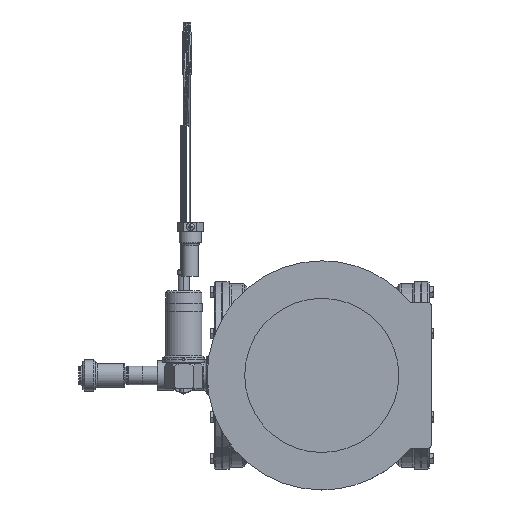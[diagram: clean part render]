
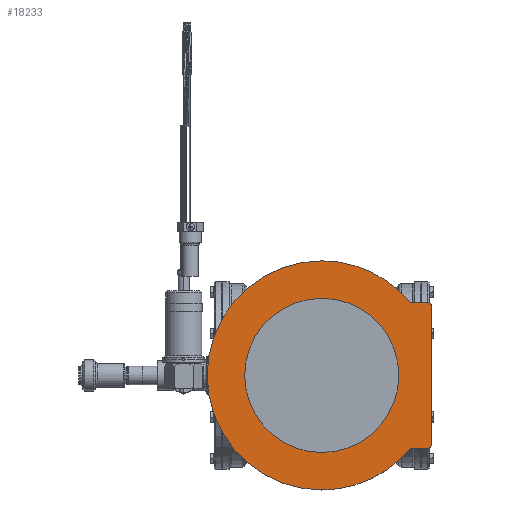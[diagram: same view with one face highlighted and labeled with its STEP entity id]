
A CAD part, left-side view. The second image highlights one B-rep face of the part: STEP entity #18233.
In plain terms, the highlighted planar face has unit normal (-1, 0, 0).
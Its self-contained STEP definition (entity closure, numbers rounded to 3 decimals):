
#190 = LINE ( 'NONE', #51513, #13611 ) ;
#353 = DIRECTION ( 'NONE',  ( -1., 0., 0. ) ) ;
#1158 = EDGE_CURVE ( 'Defeature completata1_75+Defeature completata1_69+Defeature completata1_70+Defeature completata1_74', #32839, #45898, #32309, .T. ) ;
#2478 = AXIS2_PLACEMENT_3D ( 'NONE', #34161, #37876, #47471 ) ;
#5818 = CARTESIAN_POINT ( 'NONE',  ( -178., -102., 70. ) ) ;
#5856 = CARTESIAN_POINT ( 'NONE',  ( -178., -102., 70. ) ) ;
#8964 = ORIENTED_EDGE ( 'NONE', *, *, #58635, .T. ) ;
#9148 = DIRECTION ( 'NONE',  ( 0., 0., 1. ) ) ;
#9583 = DIRECTION ( 'NONE',  ( 0., 1., 0. ) ) ;
#10242 = DIRECTION ( 'NONE',  ( 0., 0., 1. ) ) ;
#10320 = CARTESIAN_POINT ( 'NONE',  ( -178., 0., 74. ) ) ;
#11448 = VERTEX_POINT ( 'NONE', #15166 ) ;
#12672 = VERTEX_POINT ( 'NONE', #28612 ) ;
#12739 = EDGE_CURVE ( 'Defeature completata1_75+Defeature completata1_74+Defeature completata1_69+Defeature completata1_73', #45898, #19695, #190, .T. ) ;
#12850 = CARTESIAN_POINT ( 'NONE',  ( -178., -84.853, -70. ) ) ;
#13319 = FACE_BOUND ( 'NONE', #54805, .T. ) ;
#13611 = VECTOR ( 'NONE', #36681, 1000. ) ;
#14262 = VERTEX_POINT ( 'NONE', #54115 ) ;
#14720 = EDGE_CURVE ( 'Defeature completata1_76+Defeature completata1_75+Defeature completata1_75+Defeature completata1_75', #47044, #60233, #19676, .T. ) ;
#15166 = CARTESIAN_POINT ( 'NONE',  ( -178., -105., -67. ) ) ;
#15457 = DIRECTION ( 'NONE',  ( -1., 0., 0. ) ) ;
#17918 = CARTESIAN_POINT ( 'NONE',  ( -178., -102., 67. ) ) ;
#17952 = FACE_OUTER_BOUND ( 'NONE', #59028, .T. ) ;
#18233 = ADVANCED_FACE ( 'Defeature completata1_75', ( #13319, #17952 ), #36825, .T. ) ;
#19186 = DIRECTION ( 'NONE',  ( 0., 0., 1. ) ) ;
#19665 = CARTESIAN_POINT ( 'NONE',  ( -178., 0., 110. ) ) ;
#19676 = CIRCLE ( 'NONE', #43375, 74. ) ;
#19695 = VERTEX_POINT ( 'NONE', #54340 ) ;
#21200 = EDGE_CURVE ( 'Defeature completata1_75+Defeature completata1_73+Defeature completata1_74+Defeature completata1_72', #19695, #11448, #33069, .T. ) ;
#21208 = CIRCLE ( 'NONE', #2478, 110. ) ;
#22171 = VERTEX_POINT ( 'NONE', #5818 ) ;
#23136 = VERTEX_POINT ( 'NONE', #19665 ) ;
#23882 = CARTESIAN_POINT ( 'NONE',  ( -178., -105., -67. ) ) ;
#24150 = CARTESIAN_POINT ( 'NONE',  ( -178., 0., 0. ) ) ;
#24503 = DIRECTION ( 'NONE',  ( 0., 0., 1. ) ) ;
#24778 = DIRECTION ( 'NONE',  ( 0., 0., 1. ) ) ;
#25897 = ORIENTED_EDGE ( 'NONE', *, *, #43484, .T. ) ;
#27056 = DIRECTION ( 'NONE',  ( -1., 0., 0. ) ) ;
#28183 = CIRCLE ( 'NONE', #56860, 110. ) ;
#28263 = ORIENTED_EDGE ( 'NONE', *, *, #44863, .F. ) ;
#28612 = CARTESIAN_POINT ( 'NONE',  ( -178., -84.853, 70. ) ) ;
#29084 = EDGE_CURVE ( 'Defeature completata1_75+Defeature completata1_70+Defeature completata1_71+Defeature completata1_69', #22171, #12672, #47921, .T. ) ;
#30326 = VECTOR ( 'NONE', #9583, 1000. ) ;
#32212 = ORIENTED_EDGE ( 'NONE', *, *, #14720, .F. ) ;
#32309 = CIRCLE ( 'NONE', #44130, 110. ) ;
#32839 = VERTEX_POINT ( 'NONE', #52336 ) ;
#33069 = CIRCLE ( 'NONE', #40002, 3. ) ;
#33116 = CARTESIAN_POINT ( 'NONE',  ( -178., -102., -67. ) ) ;
#33520 = ORIENTED_EDGE ( 'NONE', *, *, #53253, .T. ) ;
#34161 = CARTESIAN_POINT ( 'NONE',  ( -178., 0., 0. ) ) ;
#34250 = CARTESIAN_POINT ( 'NONE',  ( -178., 0., -74. ) ) ;
#36362 = CARTESIAN_POINT ( 'NONE',  ( -178., 0., 0. ) ) ;
#36681 = DIRECTION ( 'NONE',  ( 0., -1., 0. ) ) ;
#36825 = PLANE ( 'NONE',  #41208 ) ;
#37296 = CARTESIAN_POINT ( 'NONE',  ( -178., 0., 0. ) ) ;
#37876 = DIRECTION ( 'NONE',  ( -1., 0., 0. ) ) ;
#39015 = DIRECTION ( 'NONE',  ( -1., 0., 0. ) ) ;
#40002 = AXIS2_PLACEMENT_3D ( 'NONE', #33116, #353, #19186 ) ;
#41208 = AXIS2_PLACEMENT_3D ( 'NONE', #55693, #15457, #48542 ) ;
#41307 = DIRECTION ( 'NONE',  ( 0., 0., 1. ) ) ;
#42454 = LINE ( 'NONE', #23882, #46895 ) ;
#43375 = AXIS2_PLACEMENT_3D ( 'NONE', #37296, #59683, #9148 ) ;
#43484 = EDGE_CURVE ( 'Defeature completata1_75+Defeature completata1_69+Defeature completata1_70+Defeature completata1_74', #23136, #32839, #21208, .T. ) ;
#43998 = AXIS2_PLACEMENT_3D ( 'NONE', #44268, #39015, #24778 ) ;
#44092 = CIRCLE ( 'NONE', #52011, 3. ) ;
#44130 = AXIS2_PLACEMENT_3D ( 'NONE', #24150, #48890, #10242 ) ;
#44268 = CARTESIAN_POINT ( 'NONE',  ( -178., 0., 0. ) ) ;
#44391 = ORIENTED_EDGE ( 'NONE', *, *, #1158, .T. ) ;
#44848 = DIRECTION ( 'NONE',  ( 0., 0., 1. ) ) ;
#44863 = EDGE_CURVE ( 'Defeature completata1_76+Defeature completata1_75+Defeature completata1_75+Defeature completata1_75', #60233, #47044, #48900, .T. ) ;
#45898 = VERTEX_POINT ( 'NONE', #12850 ) ;
#46086 = EDGE_CURVE ( 'Defeature completata1_75+Defeature completata1_69+Defeature completata1_70+Defeature completata1_74', #12672, #23136, #28183, .T. ) ;
#46895 = VECTOR ( 'NONE', #24503, 1000. ) ;
#47044 = VERTEX_POINT ( 'NONE', #34250 ) ;
#47471 = DIRECTION ( 'NONE',  ( 0., 0., 1. ) ) ;
#47921 = LINE ( 'NONE', #5856, #30326 ) ;
#48542 = DIRECTION ( 'NONE',  ( 0., 0., 1. ) ) ;
#48890 = DIRECTION ( 'NONE',  ( -1., 0., 0. ) ) ;
#48900 = CIRCLE ( 'NONE', #43998, 74. ) ;
#50172 = ORIENTED_EDGE ( 'NONE', *, *, #12739, .T. ) ;
#51513 = CARTESIAN_POINT ( 'NONE',  ( -178., -102., -70. ) ) ;
#51831 = ORIENTED_EDGE ( 'NONE', *, *, #21200, .T. ) ;
#52011 = AXIS2_PLACEMENT_3D ( 'NONE', #17918, #54141, #44848 ) ;
#52336 = CARTESIAN_POINT ( 'NONE',  ( -178., 0., -110. ) ) ;
#53253 = EDGE_CURVE ( 'Defeature completata1_75+Defeature completata1_71+Defeature completata1_72+Defeature completata1_70', #14262, #22171, #44092, .T. ) ;
#54115 = CARTESIAN_POINT ( 'NONE',  ( -178., -105., 67. ) ) ;
#54141 = DIRECTION ( 'NONE',  ( -1., 0., 0. ) ) ;
#54340 = CARTESIAN_POINT ( 'NONE',  ( -178., -102., -70. ) ) ;
#54805 = EDGE_LOOP ( 'NONE', ( #28263, #32212 ) ) ;
#54991 = ORIENTED_EDGE ( 'NONE', *, *, #29084, .T. ) ;
#55693 = CARTESIAN_POINT ( 'NONE',  ( -178., 0., 0. ) ) ;
#55945 = ORIENTED_EDGE ( 'NONE', *, *, #46086, .T. ) ;
#56860 = AXIS2_PLACEMENT_3D ( 'NONE', #36362, #27056, #41307 ) ;
#58635 = EDGE_CURVE ( 'Defeature completata1_75+Defeature completata1_72+Defeature completata1_73+Defeature completata1_71', #11448, #14262, #42454, .T. ) ;
#59028 = EDGE_LOOP ( 'NONE', ( #55945, #25897, #44391, #50172, #51831, #8964, #33520, #54991 ) ) ;
#59683 = DIRECTION ( 'NONE',  ( -1., 0., 0. ) ) ;
#60233 = VERTEX_POINT ( 'NONE', #10320 ) ;
